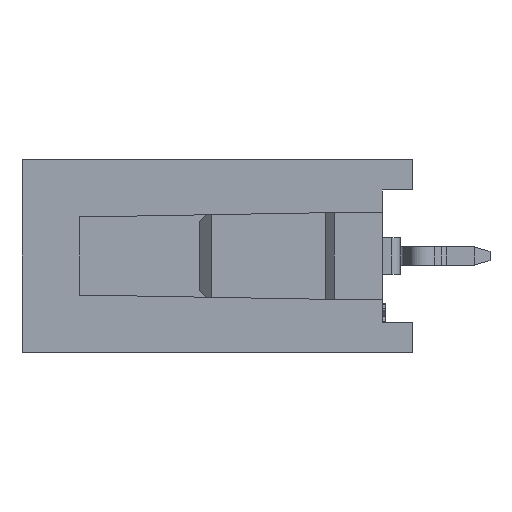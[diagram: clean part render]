
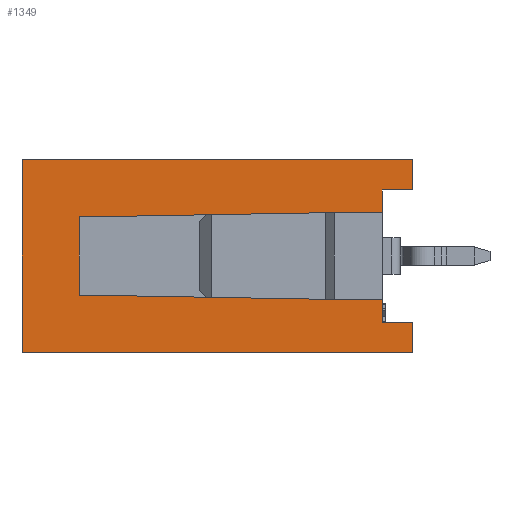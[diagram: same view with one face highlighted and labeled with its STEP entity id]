
A CAD part, left-side view. The second image highlights one B-rep face of the part: STEP entity #1349.
In plain terms, the highlighted planar face has unit normal (-1, 0, 0).
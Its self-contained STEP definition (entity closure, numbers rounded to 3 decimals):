
#241=CARTESIAN_POINT('',(22.3,-12.,-12.2));
#242=VERTEX_POINT('',#241);
#355=CARTESIAN_POINT('',(22.3,-12.,-7.8));
#356=VERTEX_POINT('',#355);
#363=CARTESIAN_POINT('',(22.3,-12.,-8.552));
#364=VERTEX_POINT('',#363);
#365=CARTESIAN_POINT('',(22.3,-12.,-7.8));
#366=DIRECTION('',(0.,0.,-1.));
#367=VECTOR('',#366,0.752);
#368=LINE('',#365,#367);
#369=EDGE_CURVE('',#356,#364,#368,.T.);
#387=CARTESIAN_POINT('',(22.3,-12.,-11.448));
#388=VERTEX_POINT('',#387);
#395=CARTESIAN_POINT('',(22.3,-12.,-11.448));
#396=DIRECTION('',(0.,0.,-1.));
#397=VECTOR('',#396,0.752);
#398=LINE('',#395,#397);
#399=EDGE_CURVE('',#388,#242,#398,.T.);
#1248=CARTESIAN_POINT('',(22.3,-12.,-10.));
#1249=DIRECTION('',(0.,1.,0.));
#1250=DIRECTION('',(-1.,0.,0.));
#1251=AXIS2_PLACEMENT_3D('',#1248,#1250,#1249);
#1252=PLANE('',#1251);
#1253=CARTESIAN_POINT('',(22.3,-1.9,-11.3));
#1254=VERTEX_POINT('',#1253);
#1255=CARTESIAN_POINT('',(22.3,-1.9,-8.7));
#1256=VERTEX_POINT('',#1255);
#1257=CARTESIAN_POINT('',(22.3,-1.9,-11.3));
#1258=DIRECTION('',(0.,0.,1.));
#1259=VECTOR('',#1258,2.6);
#1260=LINE('',#1257,#1259);
#1261=EDGE_CURVE('',#1254,#1256,#1260,.T.);
#1262=ORIENTED_EDGE('',*,*,#1261,.T.);
#1263=CARTESIAN_POINT('',(22.3,-10.4,-8.552));
#1264=VERTEX_POINT('',#1263);
#1265=CARTESIAN_POINT('',(22.3,-1.9,-8.7));
#1266=DIRECTION('',(0.,-1.,0.017));
#1267=VECTOR('',#1266,8.501);
#1268=LINE('',#1265,#1267);
#1269=EDGE_CURVE('',#1256,#1264,#1268,.T.);
#1270=ORIENTED_EDGE('',*,*,#1269,.T.);
#1271=CARTESIAN_POINT('',(22.3,-10.4,-8.552));
#1272=DIRECTION('',(0.,-1.,0.));
#1273=VECTOR('',#1272,1.6);
#1274=LINE('',#1271,#1273);
#1275=EDGE_CURVE('',#1264,#364,#1274,.T.);
#1276=ORIENTED_EDGE('',*,*,#1275,.T.);
#1277=ORIENTED_EDGE('',*,*,#369,.F.);
#1278=CARTESIAN_POINT('',(22.3,-13.,-7.8));
#1279=VERTEX_POINT('',#1278);
#1280=CARTESIAN_POINT('',(22.3,-12.,-7.8));
#1281=DIRECTION('',(0.,-1.,0.));
#1282=VECTOR('',#1281,1.);
#1283=LINE('',#1280,#1282);
#1284=EDGE_CURVE('',#356,#1279,#1283,.T.);
#1285=ORIENTED_EDGE('',*,*,#1284,.T.);
#1286=CARTESIAN_POINT('',(22.3,-13.,-6.8));
#1287=VERTEX_POINT('',#1286);
#1288=CARTESIAN_POINT('',(22.3,-13.,-7.8));
#1289=DIRECTION('',(0.,0.,1.));
#1290=VECTOR('',#1289,1.);
#1291=LINE('',#1288,#1290);
#1292=EDGE_CURVE('',#1279,#1287,#1291,.T.);
#1293=ORIENTED_EDGE('',*,*,#1292,.T.);
#1294=CARTESIAN_POINT('',(22.3,0.,-6.8));
#1295=VERTEX_POINT('',#1294);
#1296=CARTESIAN_POINT('',(22.3,-13.,-6.8));
#1297=DIRECTION('',(0.,1.,0.));
#1298=VECTOR('',#1297,13.);
#1299=LINE('',#1296,#1298);
#1300=EDGE_CURVE('',#1287,#1295,#1299,.T.);
#1301=ORIENTED_EDGE('',*,*,#1300,.T.);
#1302=CARTESIAN_POINT('',(22.3,0.,-13.2));
#1303=VERTEX_POINT('',#1302);
#1304=CARTESIAN_POINT('',(22.3,0.,-6.8));
#1305=DIRECTION('',(0.,0.,-1.));
#1306=VECTOR('',#1305,6.4);
#1307=LINE('',#1304,#1306);
#1308=EDGE_CURVE('',#1295,#1303,#1307,.T.);
#1309=ORIENTED_EDGE('',*,*,#1308,.T.);
#1310=CARTESIAN_POINT('',(22.3,-13.,-13.2));
#1311=VERTEX_POINT('',#1310);
#1312=CARTESIAN_POINT('',(22.3,0.,-13.2));
#1313=DIRECTION('',(0.,-1.,0.));
#1314=VECTOR('',#1313,13.);
#1315=LINE('',#1312,#1314);
#1316=EDGE_CURVE('',#1303,#1311,#1315,.T.);
#1317=ORIENTED_EDGE('',*,*,#1316,.T.);
#1318=CARTESIAN_POINT('',(22.3,-13.,-12.2));
#1319=VERTEX_POINT('',#1318);
#1320=CARTESIAN_POINT('',(22.3,-13.,-13.2));
#1321=DIRECTION('',(0.,0.,1.));
#1322=VECTOR('',#1321,1.);
#1323=LINE('',#1320,#1322);
#1324=EDGE_CURVE('',#1311,#1319,#1323,.T.);
#1325=ORIENTED_EDGE('',*,*,#1324,.T.);
#1326=CARTESIAN_POINT('',(22.3,-13.,-12.2));
#1327=DIRECTION('',(0.,1.,0.));
#1328=VECTOR('',#1327,1.);
#1329=LINE('',#1326,#1328);
#1330=EDGE_CURVE('',#1319,#242,#1329,.T.);
#1331=ORIENTED_EDGE('',*,*,#1330,.T.);
#1332=ORIENTED_EDGE('',*,*,#399,.F.);
#1333=CARTESIAN_POINT('',(22.3,-10.4,-11.448));
#1334=VERTEX_POINT('',#1333);
#1335=CARTESIAN_POINT('',(22.3,-12.,-11.448));
#1336=DIRECTION('',(0.,1.,0.));
#1337=VECTOR('',#1336,1.6);
#1338=LINE('',#1335,#1337);
#1339=EDGE_CURVE('',#388,#1334,#1338,.T.);
#1340=ORIENTED_EDGE('',*,*,#1339,.T.);
#1341=CARTESIAN_POINT('',(22.3,-10.4,-11.448));
#1342=DIRECTION('',(0.,1.,0.017));
#1343=VECTOR('',#1342,8.501);
#1344=LINE('',#1341,#1343);
#1345=EDGE_CURVE('',#1334,#1254,#1344,.T.);
#1346=ORIENTED_EDGE('',*,*,#1345,.T.);
#1347=EDGE_LOOP('',(#1262,#1270,#1276,#1277,#1285,#1293,#1301,#1309,#1317,#1325,#1331,#1332,#1340,#1346));
#1348=FACE_OUTER_BOUND('',#1347,.T.);
#1349=ADVANCED_FACE('',(#1348),#1252,.T.);
